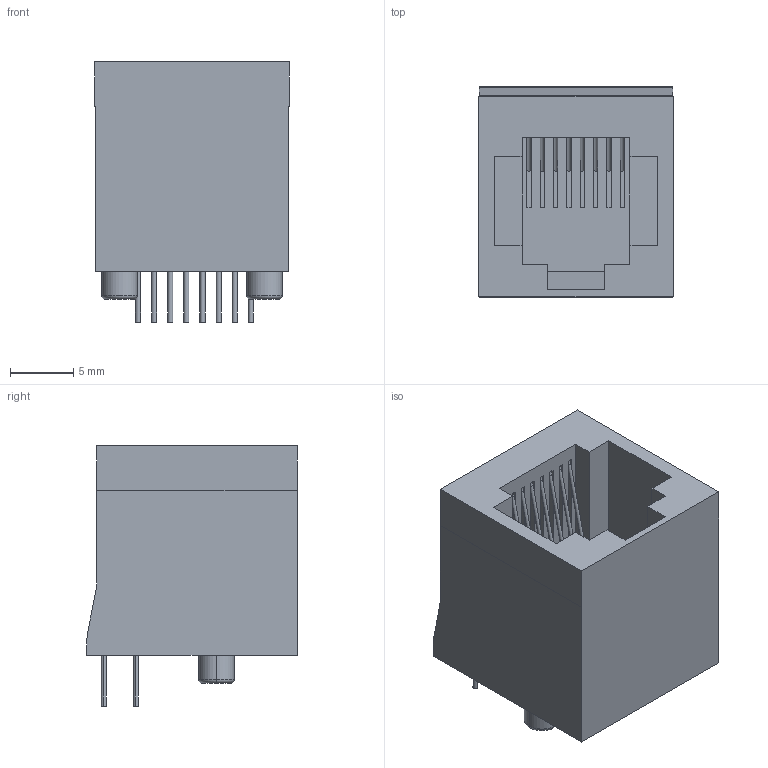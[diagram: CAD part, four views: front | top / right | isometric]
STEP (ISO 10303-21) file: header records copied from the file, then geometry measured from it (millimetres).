
FILE_DESCRIPTION (( 'STEP AP214' ), '1' );
FILE_NAME ('38F74281-21C7-4526-A0B9-DC1931BBA5DA.STEP', '2008-06-20T12:33:01', ( 'sysAdmin' ), ( 'SolidWorks' ), 'SwSTEP 2.0', 'SolidWorks 2008', '' );
FILE_SCHEMA (( 'AUTOMOTIVE_DESIGN' ));
Length unit declared in the file: millimetre
Products named in the file (1): 38F74281-21C7-4526-A0B9-DC1931BBA5DA
Bounding box: 15.28 x 16.56 x 20.5 mm (x, y, z)
Volume: 2462.5 mm3; surface area: 2491.5 mm2
Topology: 1 solids, 1 shells, 160 faces, 399 edges, 252 vertices
Faces by surface type: plane 102, bspline 32, cylinder 22, torus 4
Entity records: 5804 total; most frequent: CARTESIAN_POINT 1572, ORIENTED_EDGE 798, DIRECTION 757, EDGE_CURVE 399, VECTOR 283, LINE 283, VERTEX_POINT 252, AXIS2_PLACEMENT_3D 237
